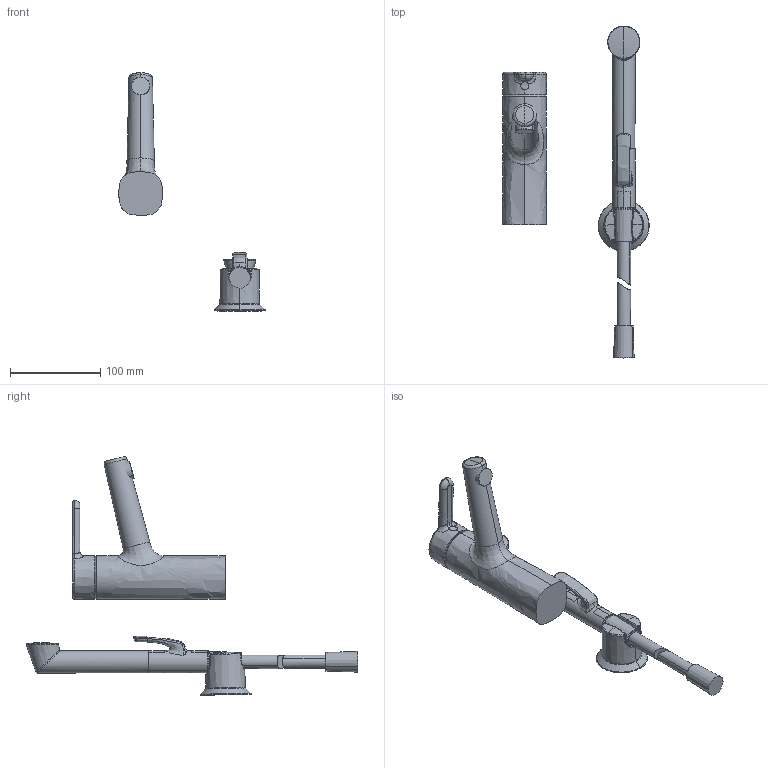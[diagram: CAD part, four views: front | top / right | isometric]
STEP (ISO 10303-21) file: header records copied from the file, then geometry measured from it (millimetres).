
FILE_DESCRIPTION (( 'STEP AP203' ), '1' );
FILE_NAME ('3012F(2017)+51702201.STEP', '2018-11-29T07:23:10', ( '' ), ( '' ), 'SwSTEP 2.0', 'SolidWorks 2016', '' );
FILE_SCHEMA (( 'CONFIG_CONTROL_DESIGN' ));
Length unit declared in the file: millimetre
Products named in the file (1): 3012F(2017)+51702201
Bounding box: 162.4 x 368.14 x 264.51 mm (x, y, z)
Volume: 636640.3 mm3; surface area: 93437.2 mm2
Topology: 8 solids, 8 shells, 180 faces, 440 edges, 281 vertices
Faces by surface type: bspline 98, torus 23, plane 22, cylinder 16, cone 12, sphere 9
Entity records: 27741 total; most frequent: CARTESIAN_POINT 24216, ORIENTED_EDGE 876, DIRECTION 476, EDGE_CURVE 438, VERTEX_POINT 280, B_SPLINE_CURVE_WITH_KNOTS 240, AXIS2_PLACEMENT_3D 212, EDGE_LOOP 186
